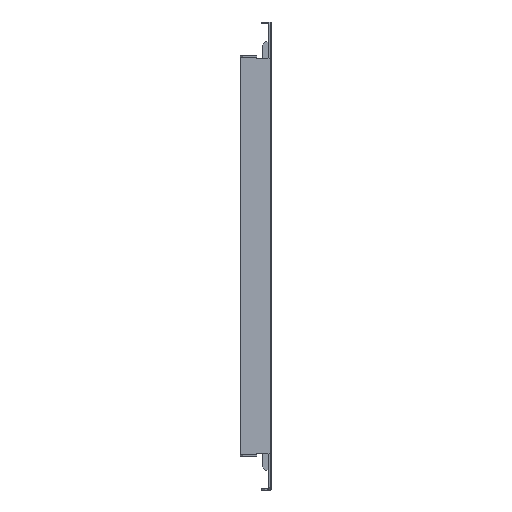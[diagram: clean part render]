
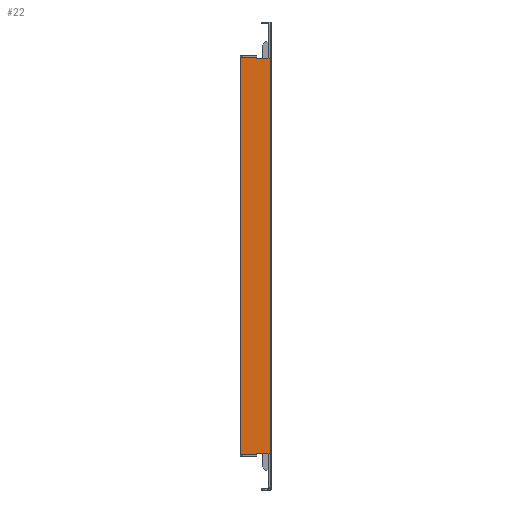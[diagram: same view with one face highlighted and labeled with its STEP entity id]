
A CAD part, left-side view. The second image highlights one B-rep face of the part: STEP entity #22.
In plain terms, the highlighted planar face has unit normal (-1, 0, 0).
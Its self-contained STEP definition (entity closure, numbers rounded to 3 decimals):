
#2 = DIRECTION ( 'NONE',  ( 0., 1., 0. ) ) ;
#22 = ADVANCED_FACE ( 'NONE', ( #369 ), #1093, .F. ) ;
#50 = VECTOR ( 'NONE', #305, 1000. ) ;
#144 = ORIENTED_EDGE ( 'NONE', *, *, #2515, .T. ) ;
#156 = CARTESIAN_POINT ( 'NONE',  ( -303.3, 4., 189. ) ) ;
#172 = LINE ( 'NONE', #924, #2492 ) ;
#191 = VECTOR ( 'NONE', #1258, 1000. ) ;
#211 = CARTESIAN_POINT ( 'NONE',  ( -303.3, 14.7, -189. ) ) ;
#225 = CARTESIAN_POINT ( 'NONE',  ( -303.3, 0., -189. ) ) ;
#233 = CARTESIAN_POINT ( 'NONE',  ( -303.3, 30.5, -189. ) ) ;
#277 = VERTEX_POINT ( 'NONE', #1743 ) ;
#291 = VECTOR ( 'NONE', #2, 1000. ) ;
#298 = CARTESIAN_POINT ( 'NONE',  ( -303.3, 0., 189. ) ) ;
#305 = DIRECTION ( 'NONE',  ( 0., 1., 0. ) ) ;
#310 = DIRECTION ( 'NONE',  ( 0., -1., 0. ) ) ;
#337 = VECTOR ( 'NONE', #2588, 1000. ) ;
#343 = VECTOR ( 'NONE', #868, 1000. ) ;
#348 = EDGE_CURVE ( 'NONE', #474, #1577, #988, .T. ) ;
#369 = FACE_OUTER_BOUND ( 'NONE', #713, .T. ) ;
#400 = EDGE_CURVE ( 'NONE', #443, #1577, #2765, .T. ) ;
#408 = CARTESIAN_POINT ( 'NONE',  ( -303.3, 4., -189. ) ) ;
#443 = VERTEX_POINT ( 'NONE', #2968 ) ;
#474 = VERTEX_POINT ( 'NONE', #156 ) ;
#493 = EDGE_CURVE ( 'NONE', #1560, #277, #1557, .T. ) ;
#498 = DIRECTION ( 'NONE',  ( 0., -1., 0. ) ) ;
#588 = LINE ( 'NONE', #1339, #1523 ) ;
#691 = VECTOR ( 'NONE', #2944, 1000. ) ;
#713 = EDGE_LOOP ( 'NONE', ( #2556, #2366, #2642, #749, #2788, #1665, #2962, #802, #144, #2405, #1883, #2930 ) ) ;
#749 = ORIENTED_EDGE ( 'NONE', *, *, #348, .F. ) ;
#802 = ORIENTED_EDGE ( 'NONE', *, *, #1633, .F. ) ;
#854 = DIRECTION ( 'NONE',  ( 0., 0., 1. ) ) ;
#859 = VERTEX_POINT ( 'NONE', #2172 ) ;
#868 = DIRECTION ( 'NONE',  ( 0., 0., -1. ) ) ;
#871 = CARTESIAN_POINT ( 'NONE',  ( -303.3, 0., 0. ) ) ;
#924 = CARTESIAN_POINT ( 'NONE',  ( -303.3, 4., -189. ) ) ;
#960 = LINE ( 'NONE', #1281, #691 ) ;
#988 = LINE ( 'NONE', #298, #2339 ) ;
#1030 = CARTESIAN_POINT ( 'NONE',  ( -303.3, 30.5, 189. ) ) ;
#1032 = CARTESIAN_POINT ( 'NONE',  ( -303.3, 14.7, 189. ) ) ;
#1093 = PLANE ( 'NONE',  #1936 ) ;
#1107 = DIRECTION ( 'NONE',  ( 0., 1., 0. ) ) ;
#1177 = VERTEX_POINT ( 'NONE', #211 ) ;
#1193 = CARTESIAN_POINT ( 'NONE',  ( -303.3, 30.5, 0. ) ) ;
#1231 = LINE ( 'NONE', #225, #2786 ) ;
#1258 = DIRECTION ( 'NONE',  ( 0., -1., 0. ) ) ;
#1261 = EDGE_CURVE ( 'NONE', #1177, #1898, #1231, .T. ) ;
#1281 = CARTESIAN_POINT ( 'NONE',  ( -303.3, 14.7, 189. ) ) ;
#1327 = EDGE_CURVE ( 'NONE', #474, #2222, #2138, .T. ) ;
#1333 = VERTEX_POINT ( 'NONE', #2411 ) ;
#1339 = CARTESIAN_POINT ( 'NONE',  ( -303.3, 30.5, 0. ) ) ;
#1376 = CARTESIAN_POINT ( 'NONE',  ( -303.3, 1.5, 189. ) ) ;
#1428 = EDGE_CURVE ( 'NONE', #859, #1333, #2224, .T. ) ;
#1451 = CARTESIAN_POINT ( 'NONE',  ( -303.3, 0., 189. ) ) ;
#1465 = VERTEX_POINT ( 'NONE', #2467 ) ;
#1523 = VECTOR ( 'NONE', #2294, 1000. ) ;
#1556 = EDGE_CURVE ( 'NONE', #1898, #443, #172, .T. ) ;
#1557 = LINE ( 'NONE', #3013, #343 ) ;
#1560 = VERTEX_POINT ( 'NONE', #233 ) ;
#1577 = VERTEX_POINT ( 'NONE', #1376 ) ;
#1633 = EDGE_CURVE ( 'NONE', #1709, #1333, #2384, .T. ) ;
#1638 = VECTOR ( 'NONE', #854, 1000. ) ;
#1659 = EDGE_CURVE ( 'NONE', #277, #1465, #2462, .T. ) ;
#1665 = ORIENTED_EDGE ( 'NONE', *, *, #2430, .T. ) ;
#1709 = VERTEX_POINT ( 'NONE', #1030 ) ;
#1741 = DIRECTION ( 'NONE',  ( 0., 0., -1. ) ) ;
#1743 = CARTESIAN_POINT ( 'NONE',  ( -303.3, 30.5, -190. ) ) ;
#1754 = EDGE_CURVE ( 'NONE', #1177, #1465, #1959, .T. ) ;
#1843 = CARTESIAN_POINT ( 'NONE',  ( -303.3, 1.5, 0. ) ) ;
#1883 = ORIENTED_EDGE ( 'NONE', *, *, #1659, .T. ) ;
#1898 = VERTEX_POINT ( 'NONE', #408 ) ;
#1936 = AXIS2_PLACEMENT_3D ( 'NONE', #871, #2989, #1107 ) ;
#1959 = LINE ( 'NONE', #2403, #2895 ) ;
#2138 = LINE ( 'NONE', #1451, #291 ) ;
#2172 = CARTESIAN_POINT ( 'NONE',  ( -303.3, 14.7, 190. ) ) ;
#2222 = VERTEX_POINT ( 'NONE', #1032 ) ;
#2224 = LINE ( 'NONE', #2964, #50 ) ;
#2294 = DIRECTION ( 'NONE',  ( 0., 0., -1. ) ) ;
#2339 = VECTOR ( 'NONE', #310, 1000. ) ;
#2366 = ORIENTED_EDGE ( 'NONE', *, *, #1556, .T. ) ;
#2368 = DIRECTION ( 'NONE',  ( 0., -1., 0. ) ) ;
#2384 = LINE ( 'NONE', #1193, #337 ) ;
#2403 = CARTESIAN_POINT ( 'NONE',  ( -303.3, 14.7, 0. ) ) ;
#2405 = ORIENTED_EDGE ( 'NONE', *, *, #493, .T. ) ;
#2411 = CARTESIAN_POINT ( 'NONE',  ( -303.3, 30.5, 190. ) ) ;
#2430 = EDGE_CURVE ( 'NONE', #2222, #859, #960, .T. ) ;
#2462 = LINE ( 'NONE', #2885, #191 ) ;
#2467 = CARTESIAN_POINT ( 'NONE',  ( -303.3, 14.7, -190. ) ) ;
#2492 = VECTOR ( 'NONE', #2368, 1000. ) ;
#2515 = EDGE_CURVE ( 'NONE', #1709, #1560, #588, .T. ) ;
#2556 = ORIENTED_EDGE ( 'NONE', *, *, #1261, .T. ) ;
#2588 = DIRECTION ( 'NONE',  ( 0., 0., 1. ) ) ;
#2642 = ORIENTED_EDGE ( 'NONE', *, *, #400, .T. ) ;
#2765 = LINE ( 'NONE', #1843, #1638 ) ;
#2786 = VECTOR ( 'NONE', #498, 1000. ) ;
#2788 = ORIENTED_EDGE ( 'NONE', *, *, #1327, .T. ) ;
#2885 = CARTESIAN_POINT ( 'NONE',  ( -303.3, 0., -190. ) ) ;
#2895 = VECTOR ( 'NONE', #1741, 1000. ) ;
#2930 = ORIENTED_EDGE ( 'NONE', *, *, #1754, .F. ) ;
#2944 = DIRECTION ( 'NONE',  ( 0., 0., 1. ) ) ;
#2962 = ORIENTED_EDGE ( 'NONE', *, *, #1428, .T. ) ;
#2964 = CARTESIAN_POINT ( 'NONE',  ( -303.3, 0., 190. ) ) ;
#2968 = CARTESIAN_POINT ( 'NONE',  ( -303.3, 1.5, -189. ) ) ;
#2989 = DIRECTION ( 'NONE',  ( 1., 0., 0. ) ) ;
#3013 = CARTESIAN_POINT ( 'NONE',  ( -303.3, 30.5, -189. ) ) ;
